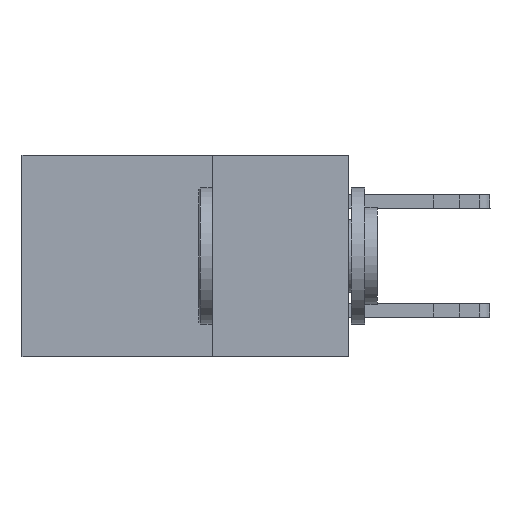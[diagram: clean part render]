
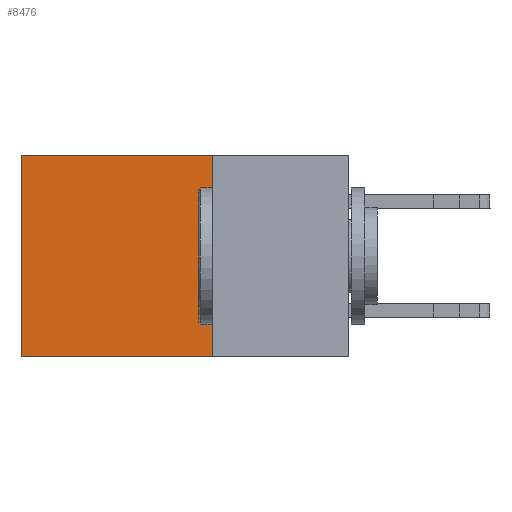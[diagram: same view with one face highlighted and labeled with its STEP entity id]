
A CAD part, left-side view. The second image highlights one B-rep face of the part: STEP entity #8476.
In plain terms, the highlighted planar face has unit normal (-1, 0, 0).
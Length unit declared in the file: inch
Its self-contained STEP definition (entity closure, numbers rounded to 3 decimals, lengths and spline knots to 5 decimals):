
#495 = DIRECTION ( 'NONE',  ( 0., 0., -1. ) ) ;
#672 = CARTESIAN_POINT ( 'NONE',  ( 0.2615, 0.25, -0.37 ) ) ;
#930 = AXIS2_PLACEMENT_3D ( 'NONE', #10592, #8010, #3682 ) ;
#1045 = LINE ( 'NONE', #7339, #8755 ) ;
#2078 = DIRECTION ( 'NONE',  ( 0., 1., 0. ) ) ;
#2995 = VERTEX_POINT ( 'NONE', #16736 ) ;
#3135 = CARTESIAN_POINT ( 'NONE',  ( 0.2615, 0.25, -0.37 ) ) ;
#3409 = CARTESIAN_POINT ( 'NONE',  ( 0.2615, 0.25, -0.37 ) ) ;
#3682 = DIRECTION ( 'NONE',  ( 0., 0., -1. ) ) ;
#4322 = VERTEX_POINT ( 'NONE', #672 ) ;
#5947 = LINE ( 'NONE', #3409, #7949 ) ;
#6265 = EDGE_LOOP ( 'NONE', ( #6282, #6740, #16130, #15675 ) ) ;
#6282 = ORIENTED_EDGE ( 'NONE', *, *, #11834, .T. ) ;
#6387 = FACE_OUTER_BOUND ( 'NONE', #6265, .T. ) ;
#6740 = ORIENTED_EDGE ( 'NONE', *, *, #9649, .F. ) ;
#6979 = EDGE_CURVE ( 'NONE', #2995, #4322, #5947, .T. ) ;
#7339 = CARTESIAN_POINT ( 'NONE',  ( 0.2615, 0.6, -0.37 ) ) ;
#7522 = DIRECTION ( 'NONE',  ( 0., 0., -1. ) ) ;
#7629 = EDGE_CURVE ( 'NONE', #2995, #15596, #10709, .T. ) ;
#7800 = DIRECTION ( 'NONE',  ( 0., 1., 0. ) ) ;
#7949 = VECTOR ( 'NONE', #495, 39.37008 ) ;
#8010 = DIRECTION ( 'NONE',  ( 1., 0., 0. ) ) ;
#8476 = ADVANCED_FACE ( 'NONE', ( #6387 ), #15778, .F. ) ;
#8755 = VECTOR ( 'NONE', #7522, 39.37008 ) ;
#8837 = CARTESIAN_POINT ( 'NONE',  ( 0.2615, 0.6, -0.37 ) ) ;
#9236 = VERTEX_POINT ( 'NONE', #8837 ) ;
#9649 = EDGE_CURVE ( 'NONE', #4322, #9236, #16564, .T. ) ;
#10592 = CARTESIAN_POINT ( 'NONE',  ( 0.2615, 0.25, -0.37 ) ) ;
#10709 = LINE ( 'NONE', #11953, #17243 ) ;
#11834 = EDGE_CURVE ( 'NONE', #15596, #9236, #1045, .T. ) ;
#11953 = CARTESIAN_POINT ( 'NONE',  ( 0.2615, 0.25, 0. ) ) ;
#14351 = VECTOR ( 'NONE', #2078, 39.37008 ) ;
#15596 = VERTEX_POINT ( 'NONE', #16519 ) ;
#15675 = ORIENTED_EDGE ( 'NONE', *, *, #7629, .T. ) ;
#15778 = PLANE ( 'NONE',  #930 ) ;
#16130 = ORIENTED_EDGE ( 'NONE', *, *, #6979, .F. ) ;
#16519 = CARTESIAN_POINT ( 'NONE',  ( 0.2615, 0.6, 0. ) ) ;
#16564 = LINE ( 'NONE', #3135, #14351 ) ;
#16736 = CARTESIAN_POINT ( 'NONE',  ( 0.2615, 0.25, 0. ) ) ;
#17243 = VECTOR ( 'NONE', #7800, 39.37008 ) ;
